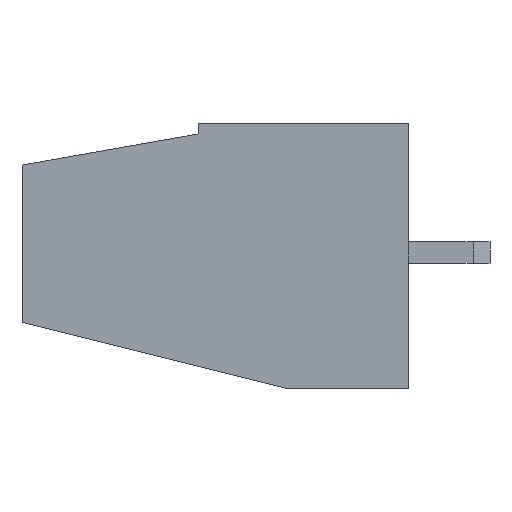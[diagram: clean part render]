
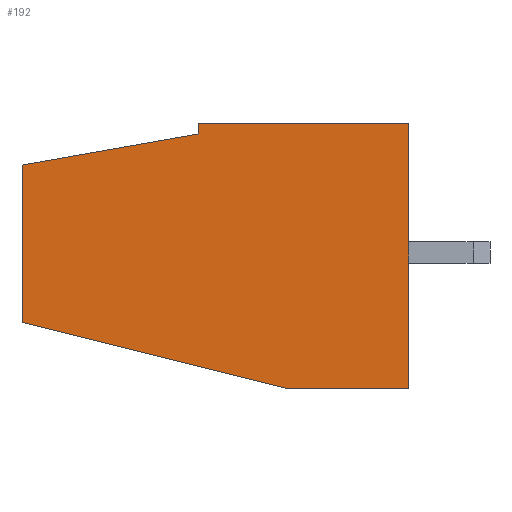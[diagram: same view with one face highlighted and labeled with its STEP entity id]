
A CAD part, left-side view. The second image highlights one B-rep face of the part: STEP entity #192.
In plain terms, the highlighted planar face has unit normal (-1, 0, 0).
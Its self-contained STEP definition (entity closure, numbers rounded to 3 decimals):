
#192 = ADVANCED_FACE('',(#193),#251,.F.);
#193 = FACE_BOUND('',#194,.F.);
#194 = EDGE_LOOP('',(#195,#205,#213,#221,#229,#237,#245));
#195 = ORIENTED_EDGE('',*,*,#196,.T.);
#196 = EDGE_CURVE('',#197,#199,#201,.T.);
#197 = VERTEX_POINT('',#198);
#198 = CARTESIAN_POINT('',(-12.7,0.,4.064));
#199 = VERTEX_POINT('',#200);
#200 = CARTESIAN_POINT('',(-12.7,0.,4.445));
#201 = LINE('',#202,#203);
#202 = CARTESIAN_POINT('',(-12.7,0.,4.064));
#203 = VECTOR('',#204,1.);
#204 = DIRECTION('',(0.,0.,1.));
#205 = ORIENTED_EDGE('',*,*,#206,.T.);
#206 = EDGE_CURVE('',#199,#207,#209,.T.);
#207 = VERTEX_POINT('',#208);
#208 = CARTESIAN_POINT('',(-12.7,-7.874,4.445));
#209 = LINE('',#210,#211);
#210 = CARTESIAN_POINT('',(-12.7,0.,4.445));
#211 = VECTOR('',#212,1.);
#212 = DIRECTION('',(0.,-1.,0.));
#213 = ORIENTED_EDGE('',*,*,#214,.T.);
#214 = EDGE_CURVE('',#207,#215,#217,.T.);
#215 = VERTEX_POINT('',#216);
#216 = CARTESIAN_POINT('',(-12.7,-7.874,-5.461));
#217 = LINE('',#218,#219);
#218 = CARTESIAN_POINT('',(-12.7,-7.874,4.445));
#219 = VECTOR('',#220,1.);
#220 = DIRECTION('',(0.,0.,-1.));
#221 = ORIENTED_EDGE('',*,*,#222,.T.);
#222 = EDGE_CURVE('',#215,#223,#225,.T.);
#223 = VERTEX_POINT('',#224);
#224 = CARTESIAN_POINT('',(-12.7,-3.302,-5.461));
#225 = LINE('',#226,#227);
#226 = CARTESIAN_POINT('',(-12.7,-7.874,-5.461));
#227 = VECTOR('',#228,1.);
#228 = DIRECTION('',(0.,1.,0.));
#229 = ORIENTED_EDGE('',*,*,#230,.T.);
#230 = EDGE_CURVE('',#223,#231,#233,.T.);
#231 = VERTEX_POINT('',#232);
#232 = CARTESIAN_POINT('',(-12.7,6.604,-2.991));
#233 = LINE('',#234,#235);
#234 = CARTESIAN_POINT('',(-12.7,-3.302,-5.461));
#235 = VECTOR('',#236,1.);
#236 = DIRECTION('',(0.,0.97,0.242));
#237 = ORIENTED_EDGE('',*,*,#238,.T.);
#238 = EDGE_CURVE('',#231,#239,#241,.T.);
#239 = VERTEX_POINT('',#240);
#240 = CARTESIAN_POINT('',(-12.7,6.604,2.9));
#241 = LINE('',#242,#243);
#242 = CARTESIAN_POINT('',(-12.7,6.604,-2.991));
#243 = VECTOR('',#244,1.);
#244 = DIRECTION('',(0.,0.,1.));
#245 = ORIENTED_EDGE('',*,*,#246,.T.);
#246 = EDGE_CURVE('',#239,#197,#247,.T.);
#247 = LINE('',#248,#249);
#248 = CARTESIAN_POINT('',(-12.7,6.604,2.9));
#249 = VECTOR('',#250,1.);
#250 = DIRECTION('',(0.,-0.985,0.174));
#251 = PLANE('',#252);
#252 = AXIS2_PLACEMENT_3D('',#253,#254,#255);
#253 = CARTESIAN_POINT('',(-12.7,0.,0.));
#254 = DIRECTION('',(1.,0.,0.));
#255 = DIRECTION('',(0.,0.,-1.));
